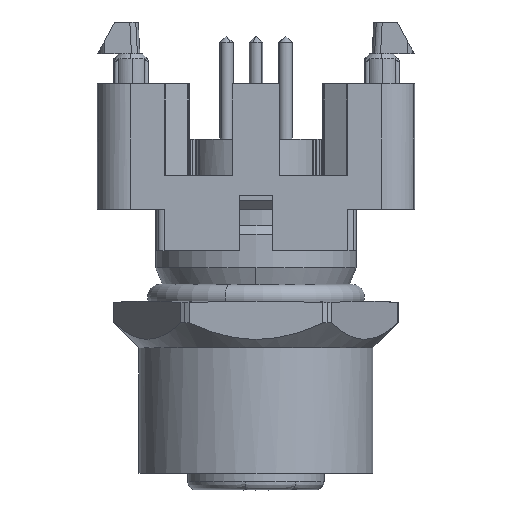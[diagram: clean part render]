
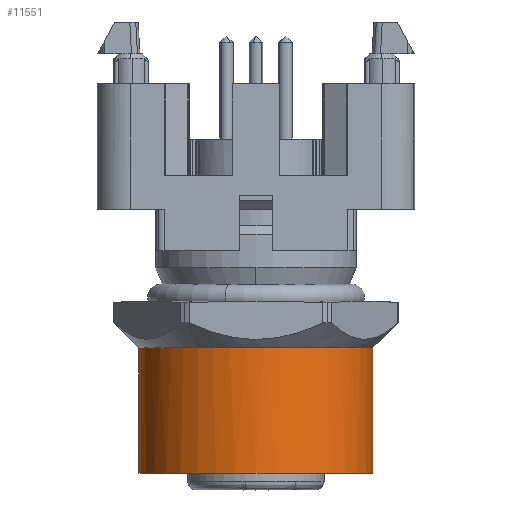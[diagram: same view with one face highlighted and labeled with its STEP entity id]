
A CAD part, front view. The second image highlights one B-rep face of the part: STEP entity #11551.
In plain terms, the highlighted cylindrical face has radius 7 mm (diameter 14 mm), a partial arc.
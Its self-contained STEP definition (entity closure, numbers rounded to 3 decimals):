
#11537=AXIS2_PLACEMENT_3D('Cylinder Axis2P3D',#11534,#11535,#11536) ;
#11541=AXIS2_PLACEMENT_3D('Circle Axis2P3D',#11539,#11540,$) ;
#11331=CARTESIAN_POINT('Vertex',(2.5,8.5,8.5)) ;
#11335=CARTESIAN_POINT('Control Point',(16.494,8.265,8.502)) ;
#11336=CARTESIAN_POINT('Control Point',(16.457,7.178,8.502)) ;
#11337=CARTESIAN_POINT('Control Point',(16.209,6.098,8.502)) ;
#11338=CARTESIAN_POINT('Control Point',(15.752,5.08,8.502)) ;
#11339=CARTESIAN_POINT('Control Point',(14.467,3.276,8.502)) ;
#11340=CARTESIAN_POINT('Control Point',(12.6,2.084,8.502)) ;
#11341=CARTESIAN_POINT('Control Point',(11.56,1.679,8.502)) ;
#11342=CARTESIAN_POINT('Control Point',(9.379,1.293,8.501)) ;
#11343=CARTESIAN_POINT('Control Point',(7.212,1.752,8.501)) ;
#11344=CARTESIAN_POINT('Control Point',(6.186,2.192,8.501)) ;
#11345=CARTESIAN_POINT('Control Point',(4.361,3.447,8.501)) ;
#11346=CARTESIAN_POINT('Control Point',(3.137,5.293,8.501)) ;
#11347=CARTESIAN_POINT('Control Point',(2.715,6.326,8.501)) ;
#11348=CARTESIAN_POINT('Control Point',(2.504,7.413,8.501)) ;
#11349=CARTESIAN_POINT('Control Point',(2.504,8.5,8.501)) ;
#11350=CARTESIAN_POINT('Vertex',(16.496,8.265,8.502)) ;
#11380=CARTESIAN_POINT('Control Point',(16.5,8.5,8.505)) ;
#11381=CARTESIAN_POINT('Control Point',(16.497,8.421,8.502)) ;
#11382=CARTESIAN_POINT('Control Point',(16.495,8.343,8.501)) ;
#11383=CARTESIAN_POINT('Control Point',(16.494,8.265,8.502)) ;
#11384=CARTESIAN_POINT('Vertex',(16.5,8.5,8.505)) ;
#11495=CARTESIAN_POINT('Line Origine',(2.5,8.5,8.511)) ;
#11499=CARTESIAN_POINT('Vertex',(2.5,8.5,1.)) ;
#11502=CARTESIAN_POINT('Line Origine',(16.5,8.5,8.511)) ;
#11506=CARTESIAN_POINT('Vertex',(16.5,8.5,1.)) ;
#11534=CARTESIAN_POINT('Axis2P3D Location',(9.5,8.5,8.511)) ;
#11539=CARTESIAN_POINT('Axis2P3D Location',(9.5,8.5,1.)) ;
#11496=DIRECTION('Vector Direction',(0.,0.,-1.)) ;
#11503=DIRECTION('Vector Direction',(0.,0.,-1.)) ;
#11535=DIRECTION('Axis2P3D Direction',(0.,0.,-1.)) ;
#11536=DIRECTION('Axis2P3D XDirection',(1.,0.,0.)) ;
#11540=DIRECTION('Axis2P3D Direction',(0.,0.,-1.)) ;
#11497=VECTOR('Line Direction',#11496,1.) ;
#11504=VECTOR('Line Direction',#11503,1.) ;
#11545=ORIENTED_EDGE('',*,*,#11501,.T.) ;
#11546=ORIENTED_EDGE('',*,*,#11543,.F.) ;
#11547=ORIENTED_EDGE('',*,*,#11508,.F.) ;
#11548=ORIENTED_EDGE('',*,*,#11386,.T.) ;
#11549=ORIENTED_EDGE('',*,*,#11352,.T.) ;
#11551=ADVANCED_FACE('V3',(#11550),#11538,.T.) ;
#11334=B_SPLINE_CURVE_WITH_KNOTS('',5,(#11335,#11336,#11337,#11338,#11339,#11340,#11341,#11342,#11343,#11344,#11345,#11346,#11347,#11348,#11349),.UNSPECIFIED.,.F.,.U.,(6,3,3,3,6),(0.,77.889,155.779,233.668,311.557),.UNSPECIFIED.) ;
#11379=B_SPLINE_CURVE_WITH_KNOTS('',3,(#11380,#11381,#11382,#11383),.UNSPECIFIED.,.F.,.U.,(4,4),(0.,3.37),.UNSPECIFIED.) ;
#11542=CIRCLE('generated circle',#11541,7.) ;
#11538=CYLINDRICAL_SURFACE('generated cylinder',#11537,7.) ;
#11352=EDGE_CURVE('',#11351,#11332,#11334,.T.) ;
#11386=EDGE_CURVE('',#11385,#11351,#11379,.T.) ;
#11501=EDGE_CURVE('',#11332,#11500,#11498,.T.) ;
#11508=EDGE_CURVE('',#11385,#11507,#11505,.T.) ;
#11543=EDGE_CURVE('',#11507,#11500,#11542,.T.) ;
#11544=EDGE_LOOP('',(#11545,#11546,#11547,#11548,#11549)) ;
#11550=FACE_OUTER_BOUND('',#11544,.T.) ;
#11498=LINE('Line',#11495,#11497) ;
#11505=LINE('Line',#11502,#11504) ;
#11332=VERTEX_POINT('',#11331) ;
#11351=VERTEX_POINT('',#11350) ;
#11385=VERTEX_POINT('',#11384) ;
#11500=VERTEX_POINT('',#11499) ;
#11507=VERTEX_POINT('',#11506) ;
